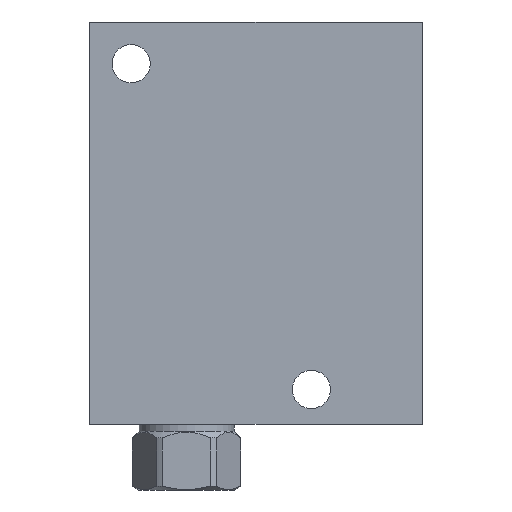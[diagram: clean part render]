
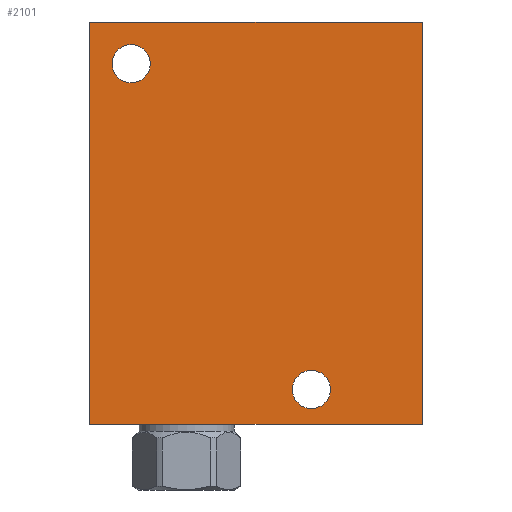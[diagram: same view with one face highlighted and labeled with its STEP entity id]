
A CAD part, front view. The second image highlights one B-rep face of the part: STEP entity #2101.
In plain terms, the highlighted planar face has unit normal (0, -1, 0).
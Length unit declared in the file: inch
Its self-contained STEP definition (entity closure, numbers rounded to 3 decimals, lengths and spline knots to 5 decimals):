
#5=DIRECTION('',(1.,0.,0.));
#6=VECTOR('',#5,3.);
#7=CARTESIAN_POINT('',(0.,-2.,0.));
#8=LINE('',#7,#6);
#75=DIRECTION('',(0.,0.,1.));
#76=VECTOR('',#75,3.625);
#77=CARTESIAN_POINT('',(3.,-2.,0.));
#78=LINE('',#77,#76);
#99=DIRECTION('',(0.,0.,1.));
#100=VECTOR('',#99,3.625);
#101=CARTESIAN_POINT('',(0.,-2.,0.));
#102=LINE('',#101,#100);
#103=CARTESIAN_POINT('',(0.375,-2.,3.25));
#104=DIRECTION('',(0.,-1.,0.));
#105=DIRECTION('',(-1.,0.,0.));
#106=AXIS2_PLACEMENT_3D('',#103,#104,#105);
#108=CARTESIAN_POINT('',(0.375,-2.,3.25));
#109=DIRECTION('',(0.,-1.,0.));
#110=DIRECTION('',(1.,0.,0.));
#111=AXIS2_PLACEMENT_3D('',#108,#109,#110);
#113=CARTESIAN_POINT('',(2.,-2.,0.312));
#114=DIRECTION('',(0.,-1.,0.));
#115=DIRECTION('',(-1.,0.,0.));
#116=AXIS2_PLACEMENT_3D('',#113,#114,#115);
#118=CARTESIAN_POINT('',(2.,-2.,0.312));
#119=DIRECTION('',(0.,-1.,0.));
#120=DIRECTION('',(1.,0.,0.));
#121=AXIS2_PLACEMENT_3D('',#118,#119,#120);
#135=DIRECTION('',(1.,0.,0.));
#136=VECTOR('',#135,3.);
#137=CARTESIAN_POINT('',(0.,-2.,3.625));
#138=LINE('',#137,#136);
#1721=CARTESIAN_POINT('',(0.,-2.,0.));
#1723=VERTEX_POINT('',#1721);
#1724=CARTESIAN_POINT('',(3.,-2.,0.));
#1725=VERTEX_POINT('',#1724);
#1729=CARTESIAN_POINT('',(0.,-2.,3.625));
#1731=VERTEX_POINT('',#1729);
#1732=CARTESIAN_POINT('',(3.,-2.,3.625));
#1733=VERTEX_POINT('',#1732);
#1876=CARTESIAN_POINT('',(0.203,-2.,3.25));
#1877=CARTESIAN_POINT('',(0.547,-2.,3.25));
#1878=VERTEX_POINT('',#1876);
#1879=VERTEX_POINT('',#1877);
#1884=CARTESIAN_POINT('',(1.828,-2.,0.312));
#1885=CARTESIAN_POINT('',(2.172,-2.,0.312));
#1886=VERTEX_POINT('',#1884);
#1887=VERTEX_POINT('',#1885);
#2077=CARTESIAN_POINT('',(0.,-2.,0.));
#2078=DIRECTION('',(0.,-1.,0.));
#2079=DIRECTION('',(1.,0.,0.));
#2080=AXIS2_PLACEMENT_3D('',#2077,#2078,#2079);
#2081=PLANE('',#2080);
#2082=ORIENTED_EDGE('',*,*,#1983,.F.);
#2083=ORIENTED_EDGE('',*,*,#2008,.T.);
#2085=ORIENTED_EDGE('',*,*,#2084,.T.);
#2086=ORIENTED_EDGE('',*,*,#2057,.F.);
#2087=EDGE_LOOP('',(#2082,#2083,#2085,#2086));
#2088=FACE_OUTER_BOUND('',#2087,.F.);
#2090=ORIENTED_EDGE('',*,*,#2089,.T.);
#2092=ORIENTED_EDGE('',*,*,#2091,.T.);
#2093=EDGE_LOOP('',(#2090,#2092));
#2094=FACE_BOUND('',#2093,.F.);
#2096=ORIENTED_EDGE('',*,*,#2095,.T.);
#2098=ORIENTED_EDGE('',*,*,#2097,.T.);
#2099=EDGE_LOOP('',(#2096,#2098));
#2100=FACE_BOUND('',#2099,.F.);
#2101=ADVANCED_FACE('',(#2088,#2094,#2100),#2081,.T.);
#107=CIRCLE('',#106,0.172);
#112=CIRCLE('',#111,0.172);
#117=CIRCLE('',#116,0.172);
#122=CIRCLE('',#121,0.172);
#1983=EDGE_CURVE('',#1723,#1725,#8,.T.);
#2008=EDGE_CURVE('',#1723,#1731,#102,.T.);
#2057=EDGE_CURVE('',#1725,#1733,#78,.T.);
#2084=EDGE_CURVE('',#1731,#1733,#138,.T.);
#2089=EDGE_CURVE('',#1878,#1879,#107,.T.);
#2091=EDGE_CURVE('',#1879,#1878,#112,.T.);
#2095=EDGE_CURVE('',#1886,#1887,#117,.T.);
#2097=EDGE_CURVE('',#1887,#1886,#122,.T.);
